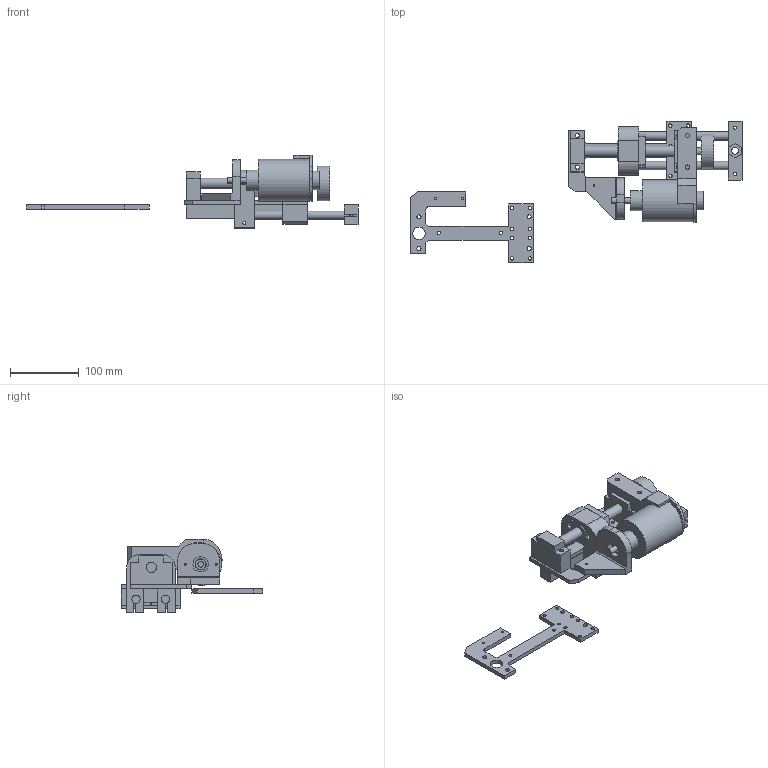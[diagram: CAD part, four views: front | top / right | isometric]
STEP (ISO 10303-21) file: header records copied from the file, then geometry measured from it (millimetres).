
FILE_DESCRIPTION(/* description */ (''),/* implementation_level */ '2;1');
FILE_NAME(/* name */ '189f7e7e-80ba-4500-ae53-b8d670759f52.stp',/* time_stamp */ '2018-07-25T16:38:00+00:00',/* author */ (''),/* organization */ (''),/* preprocessor_version */ 'ST-DEVELOPER v17',/* originating_system */ 'Autodesk Translation Framework v7.1.0.215',/* authorisation */ '');
FILE_SCHEMA (('AUTOMOTIVE_DESIGN { 1 0 10303 214 3 1 1 }'));
Length unit declared in the file: millimetre
Products named in the file (3): linear_actuator P5; slider; motor v1
Assembly tree (2 placements, depth 2):
  linear_actuator P5
    slider
    motor v1
Bounding box: 482.09 x 204.82 x 106.3 mm (x, y, z)
Volume: 938837 mm3; surface area: 242631 mm2
Topology: 19 solids, 19 shells, 358 faces, 933 edges, 628 vertices
Faces by surface type: plane 202, cylinder 149, cone 7
Full cylindrical faces by diameter (mm): 2.1 x1, 2.3 x1, 2.8 x6, 3.2 x4, 4 x8, 4.5 x18, 5 x26, 5.5 x4, 6 x14, 6.2 x4, 6.5 x2, 8 x2, 10 x4, 11.5 x1, 12 x4, 15 x4, 16.25 x1, 17 x1, 18 x2, 20.5 x4, 22.25 x1, 27 x2, 28 x1, 29 x2, 50 x1, 61 x1
Entity records: 11704 total; most frequent: CARTESIAN_POINT 2108, DIRECTION 1971, ORIENTED_EDGE 1866, EDGE_CURVE 933, AXIS2_PLACEMENT_3D 691, VERTEX_POINT 628, LINE 589, VECTOR 589
